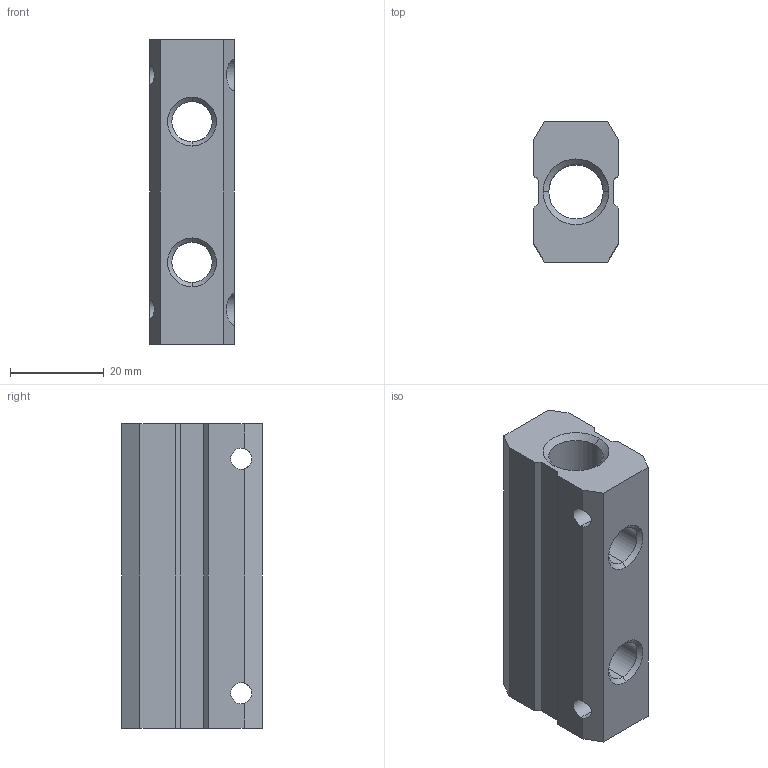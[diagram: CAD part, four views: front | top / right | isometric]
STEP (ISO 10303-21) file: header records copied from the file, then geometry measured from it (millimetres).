
FILE_DESCRIPTION (( 'STEP AP203' ), '1' );
FILE_NAME ('060480011AJ00.STEP', '2013-05-02T15:35:41', ( '' ), ( '' ), 'SwSTEP 2.0', 'SolidWorks 2012', '' );
FILE_SCHEMA (( 'CONFIG_CONTROL_DESIGN' ));
Length unit declared in the file: millimetre
Products named in the file (1): 060480011AJ00
Bounding box: 18 x 30 x 65 mm (x, y, z)
Volume: 23242.4 mm3; surface area: 10077.9 mm2
Topology: 1 solids, 1 shells, 58 faces, 154 edges, 96 vertices
Faces by surface type: cylinder 22, plane 20, cone 16
Entity records: 2183 total; most frequent: CARTESIAN_POINT 625, DIRECTION 312, ORIENTED_EDGE 308, EDGE_CURVE 154, AXIS2_PLACEMENT_3D 111, VERTEX_POINT 96, VECTOR 90, LINE 90
